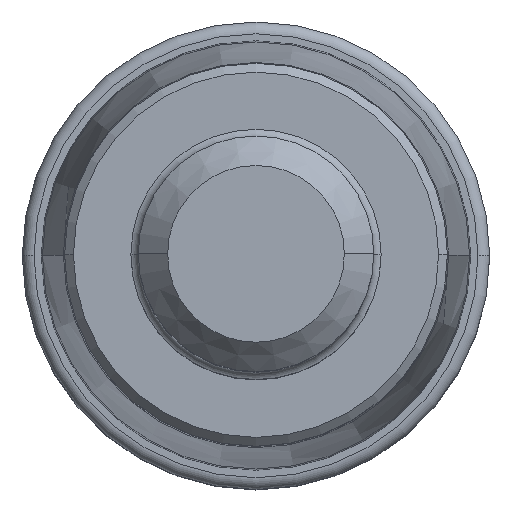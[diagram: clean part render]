
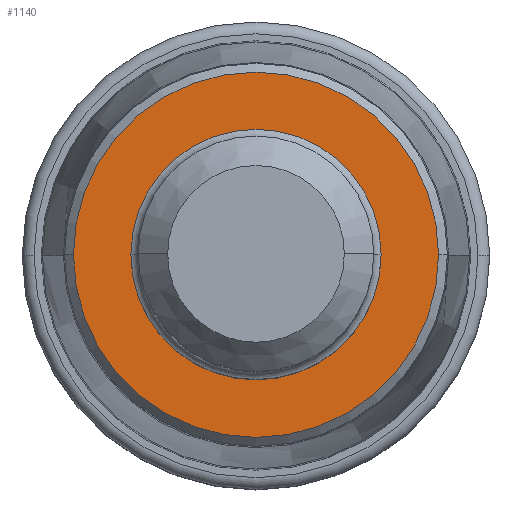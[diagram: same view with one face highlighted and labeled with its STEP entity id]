
A CAD part, top view. The second image highlights one B-rep face of the part: STEP entity #1140.
In plain terms, the highlighted planar face has unit normal (0, 0, 1).
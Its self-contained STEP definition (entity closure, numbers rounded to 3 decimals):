
#1005=PLANE('',#3500);
#1011=FACE_BOUND('',#1427,.T.);
#1012=FACE_BOUND('',#1428,.T.);
#1140=ADVANCED_FACE('',(#1011,#1012),#1005,.F.);
#1427=EDGE_LOOP('',(#1948,#1949));
#1428=EDGE_LOOP('',(#1950,#1951));
#1948=ORIENTED_EDGE('',*,*,#2424,.T.);
#1949=ORIENTED_EDGE('',*,*,#2427,.T.);
#1950=ORIENTED_EDGE('',*,*,#2428,.T.);
#1951=ORIENTED_EDGE('',*,*,#2429,.T.);
#2156=VERTEX_POINT('',#6050);
#2157=VERTEX_POINT('',#6051);
#2158=VERTEX_POINT('',#6058);
#2159=VERTEX_POINT('',#6059);
#2424=EDGE_CURVE('',#2156,#2157,#2796,.T.);
#2427=EDGE_CURVE('',#2157,#2156,#2797,.T.);
#2428=EDGE_CURVE('',#2158,#2159,#2798,.T.);
#2429=EDGE_CURVE('',#2159,#2158,#2799,.T.);
#2796=CIRCLE('',#3494,6.2);
#2797=CIRCLE('',#3496,6.2);
#2798=CIRCLE('',#3498,4.25);
#2799=CIRCLE('',#3499,4.25);
#3494=AXIS2_PLACEMENT_3D('',#6049,#4060,#4061);
#3496=AXIS2_PLACEMENT_3D('',#6055,#4066,#4067);
#3498=AXIS2_PLACEMENT_3D('',#6057,#4070,#4071);
#3499=AXIS2_PLACEMENT_3D('',#6060,#4072,#4073);
#3500=AXIS2_PLACEMENT_3D('',#6061,#4074,#4075);
#4060=DIRECTION('',(0.,0.,1.));
#4061=DIRECTION('',(1.,0.,0.));
#4066=DIRECTION('',(0.,0.,1.));
#4067=DIRECTION('',(-1.,0.,0.));
#4070=DIRECTION('',(0.,0.,-1.));
#4071=DIRECTION('',(1.,0.,0.));
#4072=DIRECTION('',(0.,0.,-1.));
#4073=DIRECTION('',(-1.,0.,0.));
#4074=DIRECTION('',(0.,0.,-1.));
#4075=DIRECTION('',(1.,0.,0.));
#6049=CARTESIAN_POINT('',(0.,0.,0.));
#6050=CARTESIAN_POINT('',(6.2,0.,0.));
#6051=CARTESIAN_POINT('',(-6.2,0.,0.));
#6055=CARTESIAN_POINT('',(0.,0.,0.));
#6057=CARTESIAN_POINT('',(0.,0.,0.));
#6058=CARTESIAN_POINT('',(4.25,0.,0.));
#6059=CARTESIAN_POINT('',(-4.25,0.,0.));
#6060=CARTESIAN_POINT('',(0.,0.,0.));
#6061=CARTESIAN_POINT('',(0.,0.,0.));
